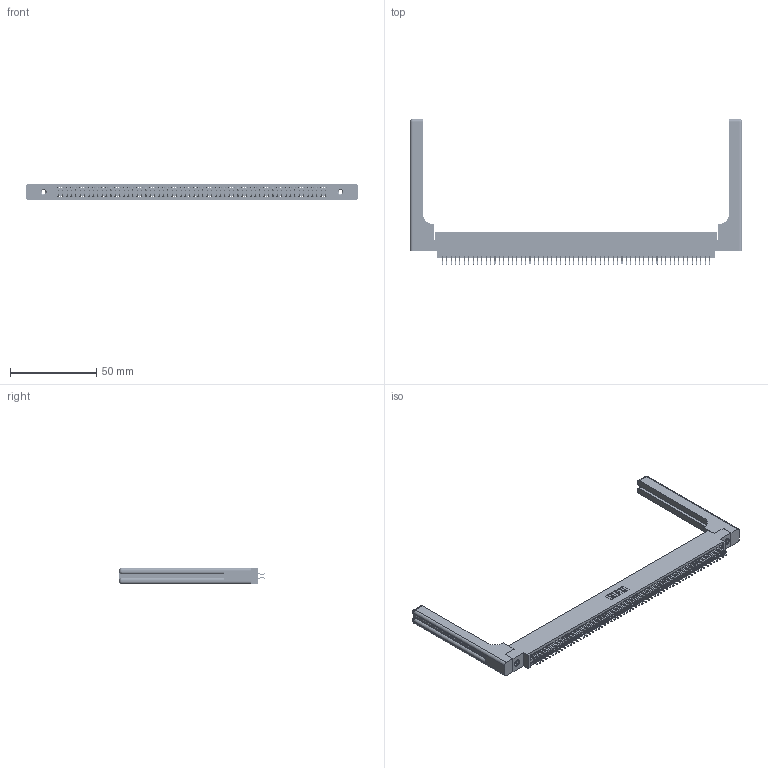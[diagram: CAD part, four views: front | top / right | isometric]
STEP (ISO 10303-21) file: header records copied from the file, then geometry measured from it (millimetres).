
FILE_DESCRIPTION (( 'STEP AP203' ), '1' );
FILE_NAME ('395-124-556-858.STEP', '2019-10-28T12:49:36', ( '' ), ( '' ), 'SwSTEP 2.0', 'SolidWorks 2016', '' );
FILE_SCHEMA (( 'CONFIG_CONTROL_DESIGN' ));
Length unit declared in the file: inch
Products named in the file (5): 395-124-556-858; 345 Part_0.170 Offset - 0.156 Dia-TH; 345-292-001_556 Tail; 345-250-001_345-250-001-102; 345-220-058_345-220-058
Assembly tree (129 placements, depth 2):
  395-124-556-858
    345 Part_0.170 Offset - 0.156 Dia-TH
    345-292-001_556 Tail  x124
    345-250-001_345-250-001-102  x2
    345-220-058_345-220-058  x2
Bounding box: 192.51 x 84.51 x 9.4 mm (x, y, z)
Volume: 27242.8 mm3; surface area: 33222.9 mm2
Topology: 129 solids, 129 shells, 7330 faces, 21727 edges, 14298 vertices
Faces by surface type: plane 4820, cylinder 2450, bspline 36, cone 12, sphere 8, torus 4
Entity records: 51488 total; most frequent: CARTESIAN_POINT 9621, ORIENTED_EDGE 8340, DIRECTION 7378, EDGE_CURVE 4170, VECTOR 3690, LINE 3690, VERTEX_POINT 2770, AXIS2_PLACEMENT_3D 1844
